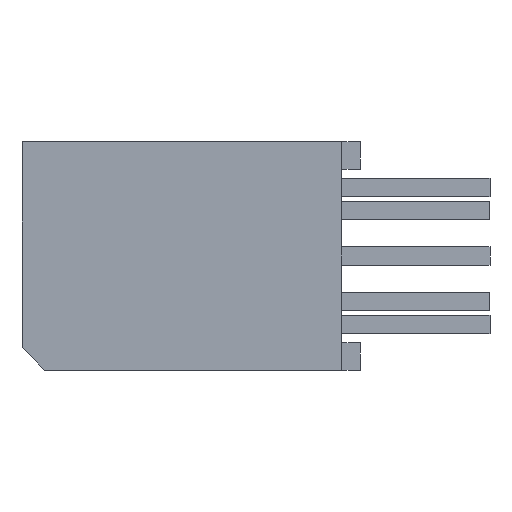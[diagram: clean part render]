
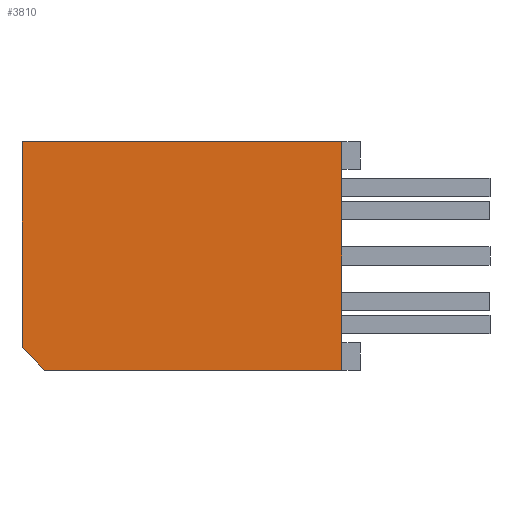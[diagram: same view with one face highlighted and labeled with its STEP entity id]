
A CAD part, left-side view. The second image highlights one B-rep face of the part: STEP entity #3810.
In plain terms, the highlighted planar face has unit normal (-1, 0, 0).
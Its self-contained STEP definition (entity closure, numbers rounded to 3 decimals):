
#173 = LINE ( 'NONE', #4605, #1792 ) ;
#518 = PLANE ( 'NONE',  #4251 ) ;
#645 = EDGE_CURVE ( 'NONE', #4140, #4032, #4395, .T. ) ;
#720 = CARTESIAN_POINT ( 'NONE',  ( -13.97, 0., 3.175 ) ) ;
#1499 = CARTESIAN_POINT ( 'NONE',  ( -13.97, 0., -3.175 ) ) ;
#1533 = DIRECTION ( 'NONE',  ( 0., -1., 0. ) ) ;
#1614 = CARTESIAN_POINT ( 'NONE',  ( -13.97, 0., -3.175 ) ) ;
#1792 = VECTOR ( 'NONE', #3382, 1000. ) ;
#1982 = CARTESIAN_POINT ( 'NONE',  ( -13.97, 8.89, -2.54 ) ) ;
#2118 = EDGE_CURVE ( 'NONE', #3002, #4032, #2879, .T. ) ;
#2164 = ORIENTED_EDGE ( 'NONE', *, *, #5332, .T. ) ;
#2229 = ORIENTED_EDGE ( 'NONE', *, *, #645, .F. ) ;
#2879 = LINE ( 'NONE', #1499, #4749 ) ;
#2915 = DIRECTION ( 'NONE',  ( 0., 1., 0. ) ) ;
#2945 = CARTESIAN_POINT ( 'NONE',  ( -13.97, 8.89, -3.175 ) ) ;
#3002 = VERTEX_POINT ( 'NONE', #1614 ) ;
#3113 = LINE ( 'NONE', #4563, #7744 ) ;
#3382 = DIRECTION ( 'NONE',  ( 0., 0.707, 0.707 ) ) ;
#3810 = ADVANCED_FACE ( 'NONE', ( #6436 ), #518, .F. ) ;
#3972 = EDGE_CURVE ( 'NONE', #5842, #4140, #5945, .T. ) ;
#3975 = DIRECTION ( 'NONE',  ( 0., -1., 0. ) ) ;
#4032 = VERTEX_POINT ( 'NONE', #720 ) ;
#4126 = VECTOR ( 'NONE', #3975, 1000. ) ;
#4140 = VERTEX_POINT ( 'NONE', #4472 ) ;
#4251 = AXIS2_PLACEMENT_3D ( 'NONE', #2945, #7724, #2915 ) ;
#4307 = EDGE_CURVE ( 'NONE', #5737, #5842, #173, .T. ) ;
#4395 = LINE ( 'NONE', #5766, #4126 ) ;
#4472 = CARTESIAN_POINT ( 'NONE',  ( -13.97, 8.89, 3.175 ) ) ;
#4563 = CARTESIAN_POINT ( 'NONE',  ( -13.97, 8.89, -3.175 ) ) ;
#4605 = CARTESIAN_POINT ( 'NONE',  ( -13.97, 8.89, -2.54 ) ) ;
#4663 = ORIENTED_EDGE ( 'NONE', *, *, #3972, .F. ) ;
#4749 = VECTOR ( 'NONE', #5727, 1000. ) ;
#4879 = CARTESIAN_POINT ( 'NONE',  ( -13.97, 8.255, -3.175 ) ) ;
#4931 = ORIENTED_EDGE ( 'NONE', *, *, #4307, .F. ) ;
#5290 = VECTOR ( 'NONE', #6669, 1000. ) ;
#5332 = EDGE_CURVE ( 'NONE', #5737, #3002, #3113, .T. ) ;
#5727 = DIRECTION ( 'NONE',  ( 0., 0., 1. ) ) ;
#5737 = VERTEX_POINT ( 'NONE', #4879 ) ;
#5766 = CARTESIAN_POINT ( 'NONE',  ( -13.97, 8.89, 3.175 ) ) ;
#5842 = VERTEX_POINT ( 'NONE', #1982 ) ;
#5945 = LINE ( 'NONE', #6107, #5290 ) ;
#6107 = CARTESIAN_POINT ( 'NONE',  ( -13.97, 8.89, -3.175 ) ) ;
#6436 = FACE_OUTER_BOUND ( 'NONE', #7640, .T. ) ;
#6669 = DIRECTION ( 'NONE',  ( 0., 0., 1. ) ) ;
#7377 = ORIENTED_EDGE ( 'NONE', *, *, #2118, .T. ) ;
#7640 = EDGE_LOOP ( 'NONE', ( #4663, #4931, #2164, #7377, #2229 ) ) ;
#7724 = DIRECTION ( 'NONE',  ( 1., 0., 0. ) ) ;
#7744 = VECTOR ( 'NONE', #1533, 1000. ) ;
